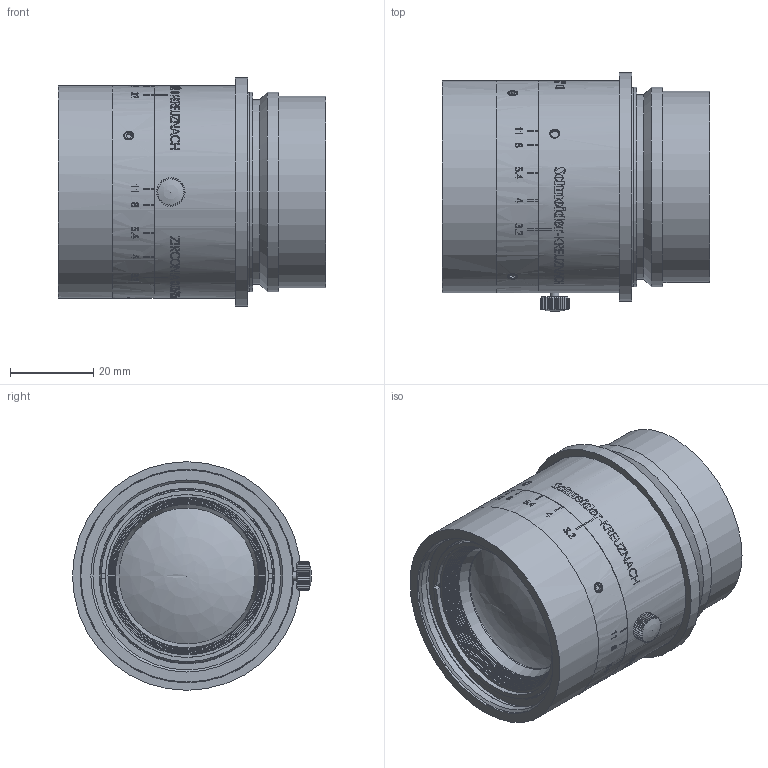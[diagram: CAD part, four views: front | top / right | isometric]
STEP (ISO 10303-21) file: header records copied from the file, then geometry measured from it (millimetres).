
FILE_DESCRIPTION(/* description */ (''),/* implementation_level */ '2;1');
FILE_NAME(/* name */ '1076966_00159409_002.stp',/* time_stamp */ '2022-02-23T11:53:55+01:00',/* author */ (''),/* organization */ (''),/* preprocessor_version */ 'ST-DEVELOPER v16',/* originating_system */ 'SIEMENS PLM Software NX 10.0',/* authorisation */ '');
FILE_SCHEMA (('AP203_CONFIGURATION_CONTROLLED_3D_DESIGN_OF_MECHANICAL_PARTS_AND_ASSEMBLIES_MIM_LF { 1 0 10303 403 2 1 2}'));
Length unit declared in the file: millimetre
Products named in the file (1): Froe6CBCF1BEqvte
Bounding box: 64.4 x 57.46 x 55 mm (x, y, z)
Volume: 106102.9 mm3; surface area: 24044 mm2
Topology: 1 solids, 3 shells, 387 faces, 1398 edges, 1200 vertices
Faces by surface type: cylinder 199, plane 138, cone 31, torus 16, revolution 2, sphere 1
Full cylindrical faces by diameter (mm): 2 x1, 2.05 x3, 32.7 x2, 34.5 x2, 39.2 x2, 41.2 x2, 42.2 x2, 44.4 x1, 45.188 x1, 46 x1, 46.2 x2, 48 x2, 49.898 x1, 51 x3, 51.4 x1, 55 x1
Entity records: 17846 total; most frequent: CARTESIAN_POINT 7309, ORIENTED_EDGE 2561, DIRECTION 1308, EDGE_CURVE 1300, VERTEX_POINT 1182, B_SPLINE_CURVE_WITH_KNOTS 926, EDGE_LOOP 657, AXIS2_PLACEMENT_3D 582
